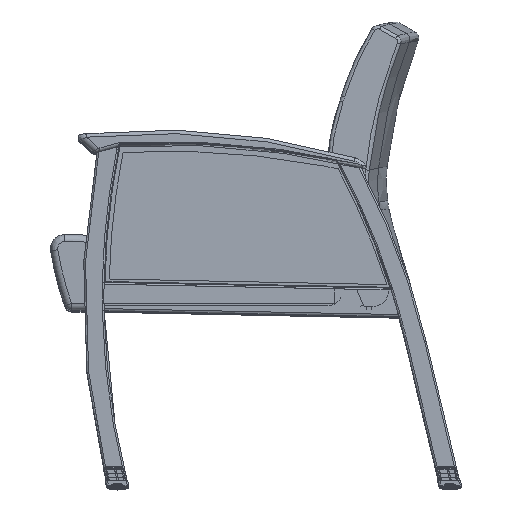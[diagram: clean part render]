
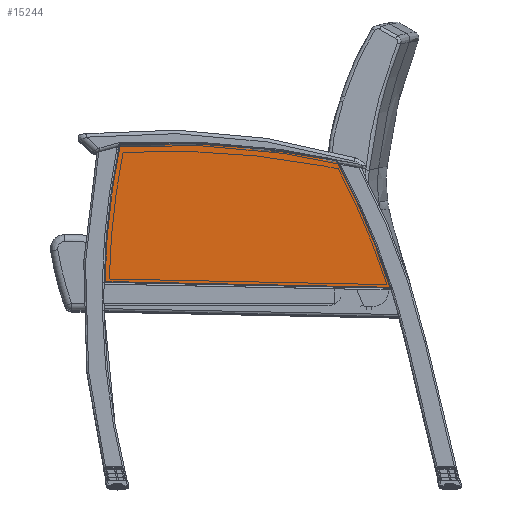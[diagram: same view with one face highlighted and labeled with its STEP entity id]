
A CAD part, top view. The second image highlights one B-rep face of the part: STEP entity #15244.
In plain terms, the highlighted planar face has unit normal (0, 0, 1).
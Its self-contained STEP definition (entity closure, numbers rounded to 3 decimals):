
#890=PLANE('',#16711);
#1912=LINE('',#33768,#2609);
#2609=VECTOR('',#19344,0.394);
#3950=FACE_OUTER_BOUND('',#5034,.T.);
#5034=EDGE_LOOP('',(#12038,#12039,#12040,#12041));
#6090=CIRCLE('',#16708,53.107);
#6092=CIRCLE('',#16712,53.107);
#6093=CIRCLE('',#16713,59.771);
#7099=VERTEX_POINT('',#33733);
#7102=VERTEX_POINT('',#33753);
#7103=VERTEX_POINT('',#33770);
#7105=VERTEX_POINT('',#33776);
#8783=EDGE_CURVE('',#7102,#7099,#1912,.T.);
#8784=EDGE_CURVE('',#7099,#7103,#6090,.T.);
#8787=EDGE_CURVE('',#7105,#7102,#6092,.T.);
#8788=EDGE_CURVE('',#7103,#7105,#6093,.T.);
#12038=ORIENTED_EDGE('',*,*,#8783,.F.);
#12039=ORIENTED_EDGE('',*,*,#8787,.F.);
#12040=ORIENTED_EDGE('',*,*,#8788,.F.);
#12041=ORIENTED_EDGE('',*,*,#8784,.F.);
#15244=ADVANCED_FACE('',(#3950),#890,.T.);
#16708=AXIS2_PLACEMENT_3D('',#33771,#19347,#19348);
#16711=AXIS2_PLACEMENT_3D('',#33775,#19353,#19354);
#16712=AXIS2_PLACEMENT_3D('',#33777,#19355,#19356);
#16713=AXIS2_PLACEMENT_3D('',#33778,#19357,#19358);
#19344=DIRECTION('',(-1.,0.02,0.));
#19347=DIRECTION('center_axis',(0.,0.,-1.));
#19348=DIRECTION('ref_axis',(-0.994,0.11,0.));
#19353=DIRECTION('center_axis',(0.,0.,1.));
#19354=DIRECTION('ref_axis',(1.,0.,0.));
#19355=DIRECTION('center_axis',(0.,0.,-1.));
#19356=DIRECTION('ref_axis',(0.921,0.39,0.));
#19357=DIRECTION('center_axis',(0.,0.,-1.));
#19358=DIRECTION('ref_axis',(0.068,0.998,0.));
#33733=CARTESIAN_POINT('',(-10.294,-4.614,0.813));
#33753=CARTESIAN_POINT('',(10.063,-5.024,0.813));
#33768=CARTESIAN_POINT('',(4.99,-4.922,0.813));
#33770=CARTESIAN_POINT('',(-9.201,5.166,0.813));
#33771=CARTESIAN_POINT('Origin',(42.804,-5.595,0.813));
#33775=CARTESIAN_POINT('Origin',(0.,0.,0.813));
#33776=CARTESIAN_POINT('',(6.211,4.023,0.813));
#33777=CARTESIAN_POINT('Origin',(-40.515,-21.216,0.813));
#33778=CARTESIAN_POINT('Origin',(-5.878,-54.512,0.813));
